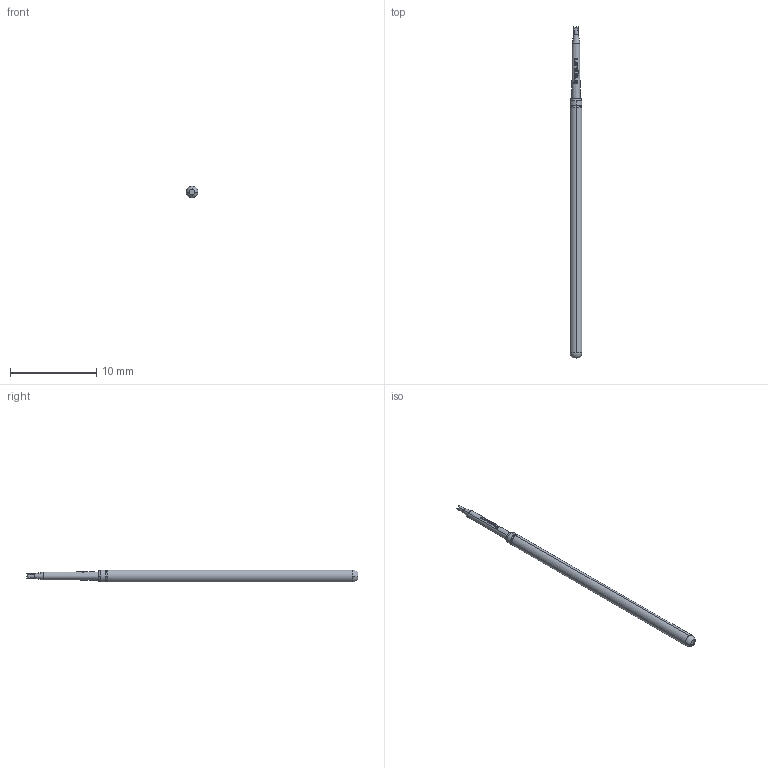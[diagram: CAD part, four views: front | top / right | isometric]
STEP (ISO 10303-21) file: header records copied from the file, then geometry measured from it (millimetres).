
FILE_DESCRIPTION (( 'STEP AP203' ), '1' );
FILE_NAME ('INGUN_GKS-100_214_050_A_xx00_E.STEP', '2021-10-29T08:47:13', ( 'ochi' ), ( '' ), 'SwSTEP 2.0', 'SolidWorks 2018', '' );
FILE_SCHEMA (( 'CONFIG_CONTROL_DESIGN' ));
Length unit declared in the file: millimetre
Products named in the file (1): INGUN_GKS-100_214_050_A_xx00_E
Bounding box: 1.37 x 38.4 x 1.37 mm (x, y, z)
Volume: 48.6 mm3; surface area: 153.1 mm2
Topology: 1 solids, 1 shells, 98 faces, 257 edges, 166 vertices
Faces by surface type: bspline 62, cone 10, plane 10, cylinder 8, torus 6, sphere 2
Entity records: 4109 total; most frequent: CARTESIAN_POINT 2173, ORIENTED_EDGE 510, EDGE_CURVE 255, B_SPLINE_CURVE_WITH_KNOTS 187, DIRECTION 174, VERTEX_POINT 166, EDGE_LOOP 105, FACE_OUTER_BOUND 98
